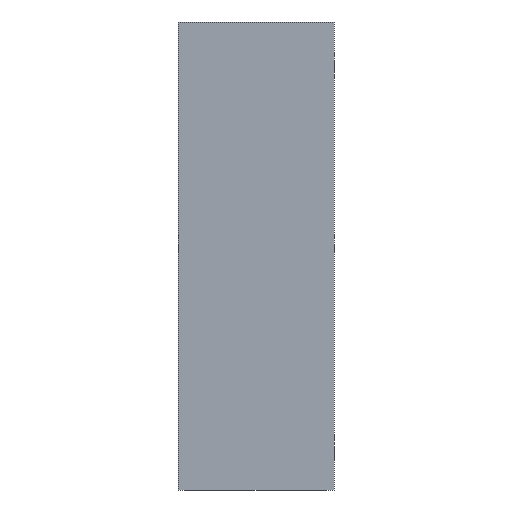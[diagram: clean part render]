
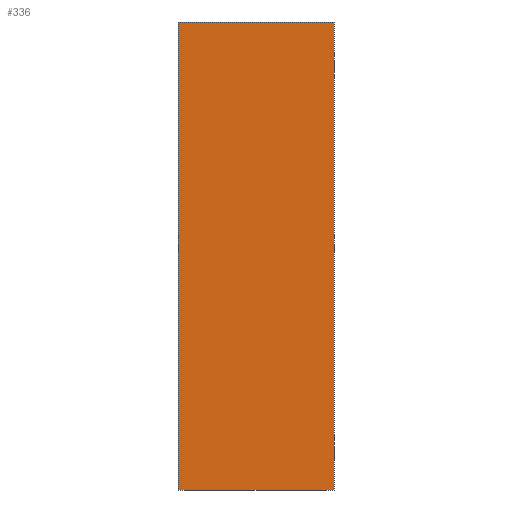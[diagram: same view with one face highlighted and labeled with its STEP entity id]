
A CAD part, left-side view. The second image highlights one B-rep face of the part: STEP entity #336.
In plain terms, the highlighted planar face has unit normal (-1, 0, 0).
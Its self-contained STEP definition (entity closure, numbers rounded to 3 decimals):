
#19 = PLANE ( 'NONE',  #545 ) ;
#95 = ORIENTED_EDGE ( 'NONE', *, *, #749, .T. ) ;
#116 = DIRECTION ( 'NONE',  ( 0., 0., -1. ) ) ;
#152 = EDGE_CURVE ( 'NONE', #296, #491, #188, .T. ) ;
#186 = EDGE_LOOP ( 'NONE', ( #95, #224, #437, #518 ) ) ;
#188 = LINE ( 'NONE', #759, #807 ) ;
#194 = LINE ( 'NONE', #760, #288 ) ;
#220 = VECTOR ( 'NONE', #738, 1000. ) ;
#224 = ORIENTED_EDGE ( 'NONE', *, *, #152, .F. ) ;
#252 = LINE ( 'NONE', #453, #220 ) ;
#288 = VECTOR ( 'NONE', #613, 1000. ) ;
#296 = VERTEX_POINT ( 'NONE', #816 ) ;
#328 = EDGE_CURVE ( 'NONE', #669, #512, #252, .T. ) ;
#336 = ADVANCED_FACE ( 'NONE', ( #538 ), #19, .F. ) ;
#397 = LINE ( 'NONE', #610, #643 ) ;
#437 = ORIENTED_EDGE ( 'NONE', *, *, #511, .F. ) ;
#453 = CARTESIAN_POINT ( 'NONE',  ( -10., 10., 60. ) ) ;
#491 = VERTEX_POINT ( 'NONE', #560 ) ;
#511 = EDGE_CURVE ( 'NONE', #669, #296, #194, .T. ) ;
#512 = VERTEX_POINT ( 'NONE', #700 ) ;
#518 = ORIENTED_EDGE ( 'NONE', *, *, #328, .T. ) ;
#538 = FACE_OUTER_BOUND ( 'NONE', #186, .T. ) ;
#545 = AXIS2_PLACEMENT_3D ( 'NONE', #827, #730, #883 ) ;
#560 = CARTESIAN_POINT ( 'NONE',  ( -10., -10., 0. ) ) ;
#610 = CARTESIAN_POINT ( 'NONE',  ( -10., 10., 0. ) ) ;
#613 = DIRECTION ( 'NONE',  ( 0., -1., 0. ) ) ;
#617 = DIRECTION ( 'NONE',  ( 0., -1., 0. ) ) ;
#643 = VECTOR ( 'NONE', #617, 1000. ) ;
#669 = VERTEX_POINT ( 'NONE', #778 ) ;
#700 = CARTESIAN_POINT ( 'NONE',  ( -10., 10., 0. ) ) ;
#730 = DIRECTION ( 'NONE',  ( 1., 0., 0. ) ) ;
#738 = DIRECTION ( 'NONE',  ( 0., 0., -1. ) ) ;
#749 = EDGE_CURVE ( 'NONE', #512, #491, #397, .T. ) ;
#759 = CARTESIAN_POINT ( 'NONE',  ( -10., -10., 60. ) ) ;
#760 = CARTESIAN_POINT ( 'NONE',  ( -10., 10., 60. ) ) ;
#778 = CARTESIAN_POINT ( 'NONE',  ( -10., 10., 60. ) ) ;
#807 = VECTOR ( 'NONE', #116, 1000. ) ;
#816 = CARTESIAN_POINT ( 'NONE',  ( -10., -10., 60. ) ) ;
#827 = CARTESIAN_POINT ( 'NONE',  ( -10., 10., 60. ) ) ;
#883 = DIRECTION ( 'NONE',  ( 0., 1., 0. ) ) ;
